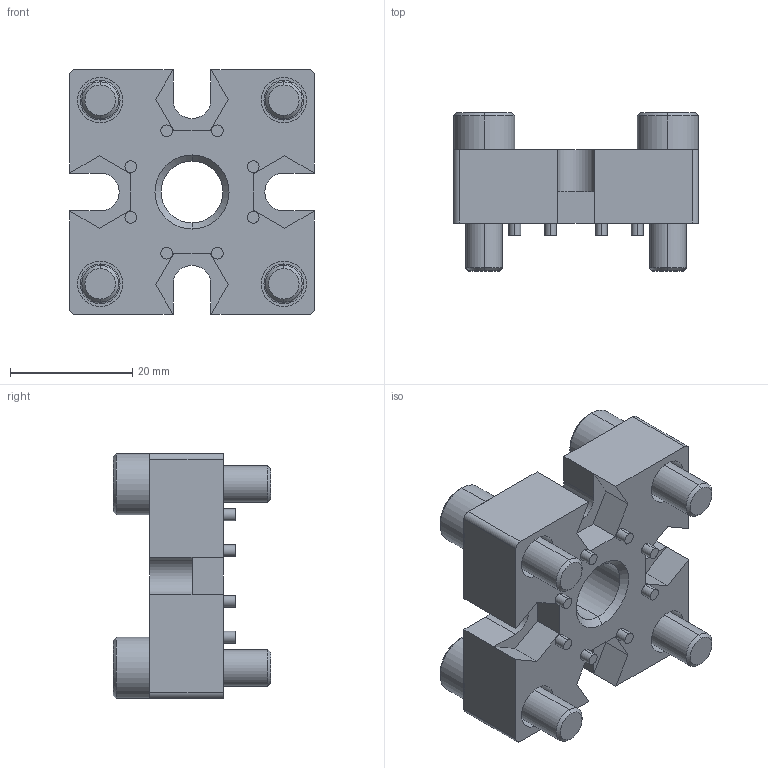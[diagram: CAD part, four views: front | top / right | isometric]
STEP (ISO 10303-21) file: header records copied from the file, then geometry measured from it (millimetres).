
FILE_DESCRIPTION (( 'STEP AP214' ), '1' );
FILE_NAME ('SNSD.30.50.61. Àäàïòåð 40õ40 äëÿ êðåïëåíèÿ îïîðû Ì12(B15).STEP', '2014-11-22T18:50:28', ( 'Dmitriy' ), ( '' ), 'SwSTEP 2.0', 'SolidWorks 2014', '' );
FILE_SCHEMA (( 'AUTOMOTIVE_DESIGN' ));
Length unit declared in the file: millimetre
Products named in the file (3): SNSD.30.50.61. Àäàïòåð 40õ40 äëÿ êðåïëåíèÿ îïîðû Ì12(B15); SNSD.30.50.61. Áîëò(Â15)_00; SNSD.30.50.61. Ïëàñòèíà(Â15)_00
Assembly tree (5 placements, depth 2):
  SNSD.30.50.61. Àäàïòåð 40õ40 äëÿ êðåïëåíèÿ îïîðû Ì12(B15)
    SNSD.30.50.61. Ïëàñòèíà(Â15)_00
    SNSD.30.50.61. Áîëò(Â15)_00  x4
Bounding box: 40 x 25.8 x 40 mm (x, y, z)
Volume: 16828.2 mm3; surface area: 9709.3 mm2
Topology: 5 solids, 5 shells, 169 faces, 393 edges, 250 vertices
Faces by surface type: plane 90, cylinder 51, cone 20, torus 8
Entity records: 3405 total; most frequent: DIRECTION 591, CARTESIAN_POINT 556, ORIENTED_EDGE 534, EDGE_CURVE 267, AXIS2_PLACEMENT_3D 207, VECTOR 177, LINE 177, VERTEX_POINT 172
